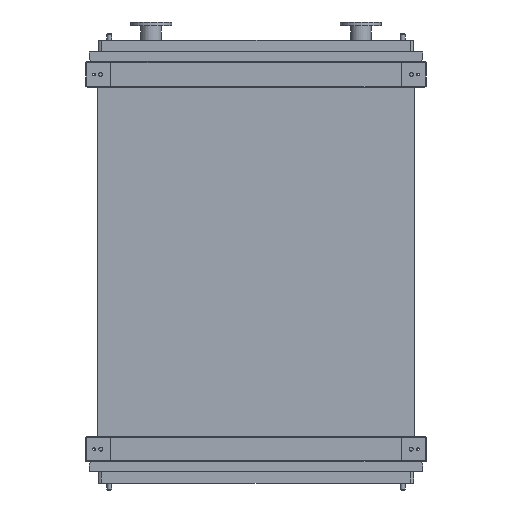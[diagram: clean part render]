
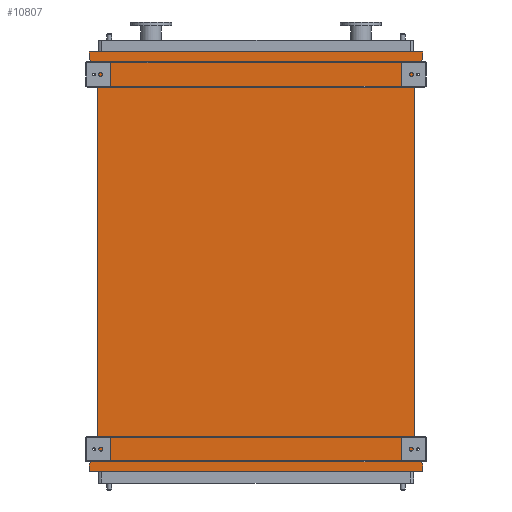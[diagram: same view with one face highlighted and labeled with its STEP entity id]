
A CAD part, front view. The second image highlights one B-rep face of the part: STEP entity #10807.
In plain terms, the highlighted planar face has unit normal (0, -1, 0).
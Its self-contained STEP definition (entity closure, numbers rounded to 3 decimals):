
#17 = LINE ( 'NONE', #24087, #15082 ) ;
#749 = LINE ( 'NONE', #4574, #15231 ) ;
#874 = CARTESIAN_POINT ( 'NONE',  ( -845., 0., -2050. ) ) ;
#979 = LINE ( 'NONE', #14923, #10272 ) ;
#1069 = CARTESIAN_POINT ( 'NONE',  ( 891., 0., 95. ) ) ;
#1186 = VERTEX_POINT ( 'NONE', #10900 ) ;
#1423 = VERTEX_POINT ( 'NONE', #23112 ) ;
#1503 = ORIENTED_EDGE ( 'NONE', *, *, #4499, .T. ) ;
#1692 = DIRECTION ( 'NONE',  ( 0., 0., 1. ) ) ;
#2697 = LINE ( 'NONE', #8620, #17338 ) ;
#3029 = CARTESIAN_POINT ( 'NONE',  ( -891., 0., -2103. ) ) ;
#3215 = VECTOR ( 'NONE', #19959, 1000. ) ;
#3291 = LINE ( 'NONE', #20075, #22773 ) ;
#3649 = CARTESIAN_POINT ( 'NONE',  ( -845., 0., -2050. ) ) ;
#3771 = ORIENTED_EDGE ( 'NONE', *, *, #6501, .F. ) ;
#4499 = EDGE_CURVE ( 'NONE', #8556, #21556, #749, .T. ) ;
#4574 = CARTESIAN_POINT ( 'NONE',  ( 845., 0., -2050. ) ) ;
#4580 = VECTOR ( 'NONE', #22570, 1000. ) ;
#5523 = EDGE_LOOP ( 'NONE', ( #1503, #17287, #3771, #14525, #9922, #15125, #15740, #21842, #13606, #18743, #24083, #20431 ) ) ;
#6187 = EDGE_CURVE ( 'NONE', #1186, #21556, #6696, .T. ) ;
#6501 = EDGE_CURVE ( 'NONE', #11941, #1186, #2697, .T. ) ;
#6546 = CARTESIAN_POINT ( 'NONE',  ( -891., 0., -2145. ) ) ;
#6622 = VERTEX_POINT ( 'NONE', #8869 ) ;
#6670 = EDGE_CURVE ( 'NONE', #6622, #10038, #979, .T. ) ;
#6678 = VERTEX_POINT ( 'NONE', #17001 ) ;
#6696 = LINE ( 'NONE', #8122, #20760 ) ;
#6771 = CARTESIAN_POINT ( 'NONE',  ( -891., 0., -2145. ) ) ;
#7072 = EDGE_CURVE ( 'NONE', #6678, #6622, #7217, .T. ) ;
#7217 = LINE ( 'NONE', #15852, #18772 ) ;
#7385 = EDGE_CURVE ( 'NONE', #22518, #10753, #23282, .T. ) ;
#7763 = EDGE_CURVE ( 'NONE', #7845, #22518, #23257, .T. ) ;
#7845 = VERTEX_POINT ( 'NONE', #6771 ) ;
#7874 = EDGE_CURVE ( 'NONE', #15040, #7845, #19860, .T. ) ;
#8122 = CARTESIAN_POINT ( 'NONE',  ( 891., 0., 53. ) ) ;
#8362 = EDGE_CURVE ( 'NONE', #1423, #15040, #17, .T. ) ;
#8397 = EDGE_CURVE ( 'NONE', #8556, #1423, #23218, .T. ) ;
#8418 = DIRECTION ( 'NONE',  ( 0., 0., -1. ) ) ;
#8556 = VERTEX_POINT ( 'NONE', #9903 ) ;
#8620 = CARTESIAN_POINT ( 'NONE',  ( 891., 0., 95. ) ) ;
#8869 = CARTESIAN_POINT ( 'NONE',  ( -891., 0., 53. ) ) ;
#9317 = CARTESIAN_POINT ( 'NONE',  ( 891., 0., -2145. ) ) ;
#9556 = LINE ( 'NONE', #3649, #4580 ) ;
#9903 = CARTESIAN_POINT ( 'NONE',  ( 845., 0., -2050. ) ) ;
#9922 = ORIENTED_EDGE ( 'NONE', *, *, #6670, .F. ) ;
#10038 = VERTEX_POINT ( 'NONE', #14785 ) ;
#10257 = DIRECTION ( 'NONE',  ( 0.655, 0., 0.755 ) ) ;
#10272 = VECTOR ( 'NONE', #1692, 1000. ) ;
#10284 = PLANE ( 'NONE',  #17530 ) ;
#10753 = VERTEX_POINT ( 'NONE', #874 ) ;
#10807 = ADVANCED_FACE ( 'NONE', ( #12999 ), #10284, .T. ) ;
#10900 = CARTESIAN_POINT ( 'NONE',  ( 891., 0., 53. ) ) ;
#11069 = CARTESIAN_POINT ( 'NONE',  ( 845., 0., -2050. ) ) ;
#11941 = VERTEX_POINT ( 'NONE', #1069 ) ;
#12247 = CARTESIAN_POINT ( 'NONE',  ( -845., 0., -2050. ) ) ;
#12686 = VECTOR ( 'NONE', #10257, 1000. ) ;
#12999 = FACE_OUTER_BOUND ( 'NONE', #5523, .T. ) ;
#13240 = VECTOR ( 'NONE', #24238, 1000. ) ;
#13606 = ORIENTED_EDGE ( 'NONE', *, *, #7763, .F. ) ;
#14186 = DIRECTION ( 'NONE',  ( 0., 0., 1. ) ) ;
#14525 = ORIENTED_EDGE ( 'NONE', *, *, #14844, .F. ) ;
#14785 = CARTESIAN_POINT ( 'NONE',  ( -891., 0., 95. ) ) ;
#14844 = EDGE_CURVE ( 'NONE', #10038, #11941, #3291, .T. ) ;
#14866 = DIRECTION ( 'NONE',  ( 0., 0., -1. ) ) ;
#14923 = CARTESIAN_POINT ( 'NONE',  ( -891., 0., 53. ) ) ;
#15040 = VERTEX_POINT ( 'NONE', #9317 ) ;
#15082 = VECTOR ( 'NONE', #14866, 1000. ) ;
#15125 = ORIENTED_EDGE ( 'NONE', *, *, #7072, .F. ) ;
#15231 = VECTOR ( 'NONE', #14186, 1000. ) ;
#15740 = ORIENTED_EDGE ( 'NONE', *, *, #17877, .F. ) ;
#15852 = CARTESIAN_POINT ( 'NONE',  ( -845., 0., 0. ) ) ;
#16082 = CARTESIAN_POINT ( 'NONE',  ( -891., 0., -2103. ) ) ;
#16630 = DIRECTION ( 'NONE',  ( -1., 0., 0. ) ) ;
#17001 = CARTESIAN_POINT ( 'NONE',  ( -845., 0., 0. ) ) ;
#17287 = ORIENTED_EDGE ( 'NONE', *, *, #6187, .F. ) ;
#17338 = VECTOR ( 'NONE', #18309, 1000. ) ;
#17530 = AXIS2_PLACEMENT_3D ( 'NONE', #12247, #19948, #8418 ) ;
#17877 = EDGE_CURVE ( 'NONE', #10753, #6678, #9556, .T. ) ;
#17917 = DIRECTION ( 'NONE',  ( -0.655, 0., -0.755 ) ) ;
#18309 = DIRECTION ( 'NONE',  ( 0., 0., -1. ) ) ;
#18743 = ORIENTED_EDGE ( 'NONE', *, *, #7874, .F. ) ;
#18772 = VECTOR ( 'NONE', #21455, 1000. ) ;
#19311 = VECTOR ( 'NONE', #16630, 1000. ) ;
#19860 = LINE ( 'NONE', #22089, #19311 ) ;
#19948 = DIRECTION ( 'NONE',  ( 0., -1., 0. ) ) ;
#19959 = DIRECTION ( 'NONE',  ( 0., 0., 1. ) ) ;
#20075 = CARTESIAN_POINT ( 'NONE',  ( -891., 0., 95. ) ) ;
#20431 = ORIENTED_EDGE ( 'NONE', *, *, #8397, .F. ) ;
#20760 = VECTOR ( 'NONE', #17917, 1000. ) ;
#21324 = CARTESIAN_POINT ( 'NONE',  ( 845., 0., 0. ) ) ;
#21455 = DIRECTION ( 'NONE',  ( -0.655, 0., 0.755 ) ) ;
#21556 = VERTEX_POINT ( 'NONE', #21324 ) ;
#21842 = ORIENTED_EDGE ( 'NONE', *, *, #7385, .F. ) ;
#22089 = CARTESIAN_POINT ( 'NONE',  ( 891., 0., -2145. ) ) ;
#22518 = VERTEX_POINT ( 'NONE', #3029 ) ;
#22570 = DIRECTION ( 'NONE',  ( 0., 0., 1. ) ) ;
#22773 = VECTOR ( 'NONE', #23698, 1000. ) ;
#23112 = CARTESIAN_POINT ( 'NONE',  ( 891., 0., -2103. ) ) ;
#23218 = LINE ( 'NONE', #11069, #13240 ) ;
#23257 = LINE ( 'NONE', #6546, #3215 ) ;
#23282 = LINE ( 'NONE', #16082, #12686 ) ;
#23698 = DIRECTION ( 'NONE',  ( 1., 0., 0. ) ) ;
#24083 = ORIENTED_EDGE ( 'NONE', *, *, #8362, .F. ) ;
#24087 = CARTESIAN_POINT ( 'NONE',  ( 891., 0., -2103. ) ) ;
#24238 = DIRECTION ( 'NONE',  ( 0.655, 0., -0.755 ) ) ;
